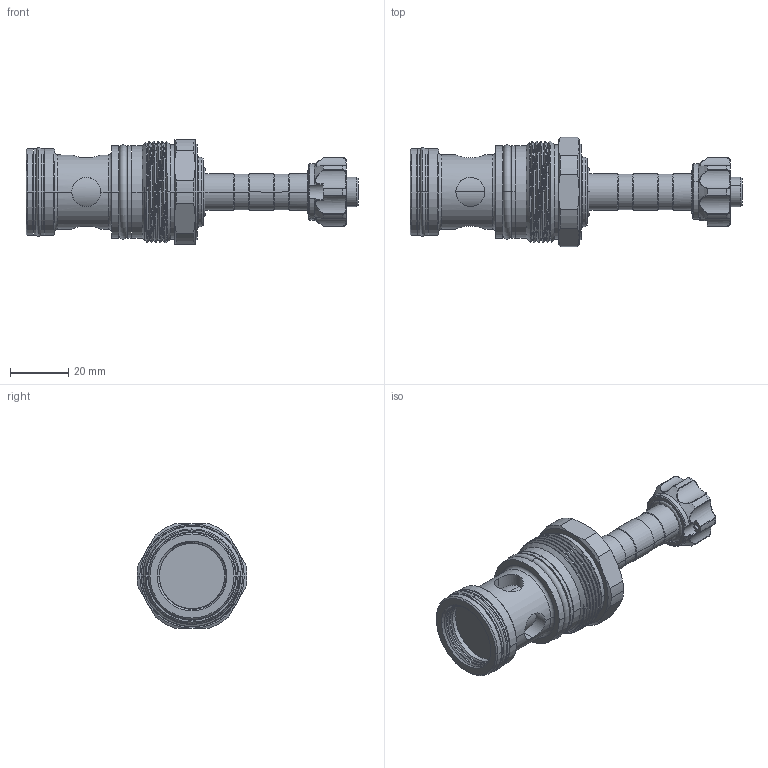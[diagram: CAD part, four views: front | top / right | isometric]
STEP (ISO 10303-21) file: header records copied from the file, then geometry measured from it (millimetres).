
FILE_DESCRIPTION (( 'STEP AP203' ), '1' );
FILE_NAME ('EP35MV2A01M85.STEP', '2020-04-16T00:07:02', ( '' ), ( '' ), 'SwSTEP 2.0', 'SolidWorks 2018', '' );
FILE_SCHEMA (( 'CONFIG_CONTROL_DESIGN' ));
Length unit declared in the file: millimetre
Products named in the file (1): EP35MV2A01M85
Bounding box: 114.4 x 37.9 x 36 mm (x, y, z)
Volume: 49687 mm3; surface area: 16082.8 mm2
Topology: 4 solids, 4 shells, 305 faces, 719 edges, 439 vertices
Faces by surface type: cylinder 137, cone 51, torus 43, bspline 39, plane 35
Entity records: 15988 total; most frequent: CARTESIAN_POINT 9238, ORIENTED_EDGE 1434, DIRECTION 1376, EDGE_CURVE 717, AXIS2_PLACEMENT_3D 596, VERTEX_POINT 439, EDGE_LOOP 332, CIRCLE 329
